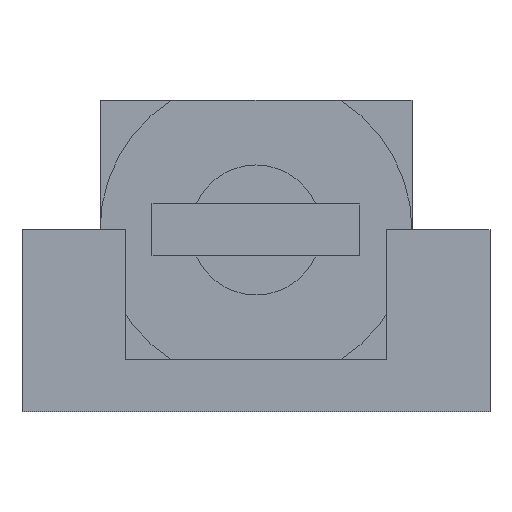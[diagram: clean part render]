
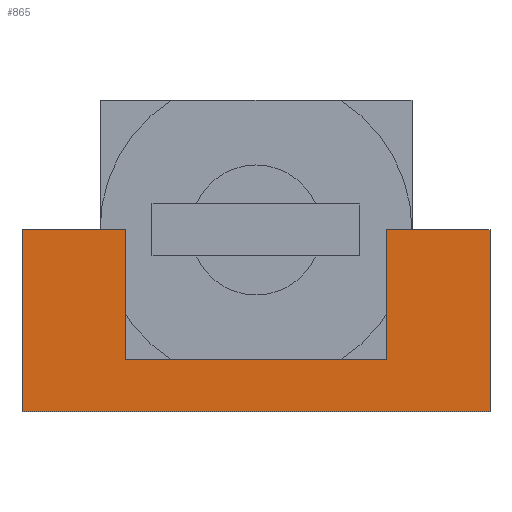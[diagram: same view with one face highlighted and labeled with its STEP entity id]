
A CAD part, front view. The second image highlights one B-rep face of the part: STEP entity #865.
In plain terms, the highlighted planar face has unit normal (0, -1, 0).
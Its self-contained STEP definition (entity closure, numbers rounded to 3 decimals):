
#71=FACE_OUTER_BOUND('',#120,.T.);
#120=EDGE_LOOP('',(#669,#670,#671,#672,#673,#674,#675,#676));
#163=LINE('',#1257,#269);
#183=LINE('',#1297,#289);
#188=LINE('',#1306,#294);
#191=LINE('',#1312,#297);
#204=LINE('',#1338,#310);
#209=LINE('',#1348,#315);
#210=LINE('',#1351,#316);
#211=LINE('',#1352,#317);
#269=VECTOR('',#1010,10.);
#289=VECTOR('',#1042,10.);
#294=VECTOR('',#1049,10.);
#297=VECTOR('',#1054,10.);
#310=VECTOR('',#1075,10.);
#315=VECTOR('',#1090,10.);
#316=VECTOR('',#1093,10.);
#317=VECTOR('',#1094,10.);
#372=VERTEX_POINT('',#1254);
#373=VERTEX_POINT('',#1256);
#386=VERTEX_POINT('',#1294);
#387=VERTEX_POINT('',#1296);
#390=VERTEX_POINT('',#1304);
#392=VERTEX_POINT('',#1310);
#401=VERTEX_POINT('',#1337);
#402=VERTEX_POINT('',#1350);
#453=EDGE_CURVE('',#373,#372,#163,.T.);
#473=EDGE_CURVE('',#387,#386,#183,.T.);
#478=EDGE_CURVE('',#386,#390,#188,.T.);
#481=EDGE_CURVE('',#392,#390,#191,.T.);
#494=EDGE_CURVE('',#401,#373,#204,.T.);
#499=EDGE_CURVE('',#387,#372,#209,.T.);
#500=EDGE_CURVE('',#392,#402,#210,.T.);
#501=EDGE_CURVE('',#402,#401,#211,.T.);
#669=ORIENTED_EDGE('',*,*,#478,.T.);
#670=ORIENTED_EDGE('',*,*,#481,.F.);
#671=ORIENTED_EDGE('',*,*,#500,.T.);
#672=ORIENTED_EDGE('',*,*,#501,.T.);
#673=ORIENTED_EDGE('',*,*,#494,.T.);
#674=ORIENTED_EDGE('',*,*,#453,.T.);
#675=ORIENTED_EDGE('',*,*,#499,.F.);
#676=ORIENTED_EDGE('',*,*,#473,.T.);
#822=PLANE('',#941);
#865=ADVANCED_FACE('',(#71),#822,.T.);
#941=AXIS2_PLACEMENT_3D('',#1349,#1091,#1092);
#1010=DIRECTION('',(0.,0.,-1.));
#1042=DIRECTION('',(0.,0.,1.));
#1049=DIRECTION('',(-1.,0.,0.));
#1054=DIRECTION('',(0.,0.,1.));
#1075=DIRECTION('',(-1.,0.,0.));
#1090=DIRECTION('',(1.,0.,0.));
#1091=DIRECTION('center_axis',(0.,-1.,0.));
#1092=DIRECTION('ref_axis',(1.,0.,0.));
#1093=DIRECTION('',(1.,0.,0.));
#1094=DIRECTION('',(0.,0.,1.));
#1254=CARTESIAN_POINT('',(14.,0.,2.));
#1256=CARTESIAN_POINT('',(14.,0.,7.));
#1257=CARTESIAN_POINT('',(14.,0.,1.));
#1294=CARTESIAN_POINT('',(4.,0.,7.));
#1296=CARTESIAN_POINT('',(4.,0.,2.));
#1297=CARTESIAN_POINT('',(4.,0.,1.));
#1304=CARTESIAN_POINT('',(0.,0.,7.));
#1306=CARTESIAN_POINT('',(1.25,0.,7.));
#1310=CARTESIAN_POINT('',(0.,0.,0.));
#1312=CARTESIAN_POINT('',(0.,0.,0.));
#1337=CARTESIAN_POINT('',(18.,0.,7.));
#1338=CARTESIAN_POINT('',(1.25,0.,7.));
#1348=CARTESIAN_POINT('',(0.,0.,2.));
#1349=CARTESIAN_POINT('Origin',(0.,0.,0.));
#1350=CARTESIAN_POINT('',(18.,0.,0.));
#1351=CARTESIAN_POINT('',(0.,0.,0.));
#1352=CARTESIAN_POINT('',(18.,0.,1.));
